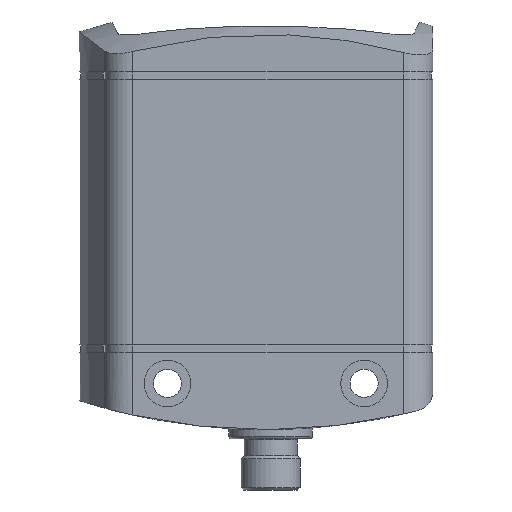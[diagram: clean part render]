
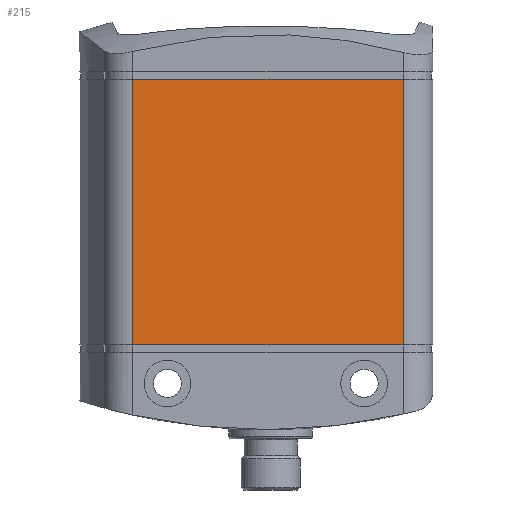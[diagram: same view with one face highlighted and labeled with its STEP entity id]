
A CAD part, left-side view. The second image highlights one B-rep face of the part: STEP entity #215.
In plain terms, the highlighted planar face has unit normal (-1, 0, 0).
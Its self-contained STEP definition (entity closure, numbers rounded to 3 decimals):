
#215 = ADVANCED_FACE( '', ( #590 ), #591, .F. );
#590 = FACE_OUTER_BOUND( '', #1549, .T. );
#591 = PLANE( '', #1550 );
#1549 = EDGE_LOOP( '', ( #2702, #2703, #2704, #2705 ) );
#1550 = AXIS2_PLACEMENT_3D( '', #2706, #2707, #2708 );
#2702 = ORIENTED_EDGE( '', *, *, #3416, .F. );
#2703 = ORIENTED_EDGE( '', *, *, #3236, .F. );
#2704 = ORIENTED_EDGE( '', *, *, #3417, .F. );
#2705 = ORIENTED_EDGE( '', *, *, #3418, .T. );
#2706 = CARTESIAN_POINT( '', ( -32.5, 61.092, 30. ) );
#2707 = DIRECTION( '', ( 1., 0., 0. ) );
#2708 = DIRECTION( '', ( 0., 0., -1. ) );
#3236 = EDGE_CURVE( '', #3816, #3812, #3818, .T. );
#3416 = EDGE_CURVE( '', #3812, #4113, #4114, .T. );
#3417 = EDGE_CURVE( '', #4115, #3816, #4116, .T. );
#3418 = EDGE_CURVE( '', #4115, #4113, #4117, .T. );
#3812 = VERTEX_POINT( '', #5562 );
#3816 = VERTEX_POINT( '', #5567 );
#3818 = LINE( '', #5569, #5570 );
#4113 = VERTEX_POINT( '', #6405 );
#4114 = LINE( '', #6406, #6407 );
#4115 = VERTEX_POINT( '', #6408 );
#4116 = LINE( '', #6409, #6410 );
#4117 = LINE( '', #6411, #6412 );
#5562 = CARTESIAN_POINT( '', ( -32.5, 6., -54. ) );
#5567 = CARTESIAN_POINT( '', ( -32.5, 6., 0. ) );
#5569 = CARTESIAN_POINT( '', ( -32.5, 6., 30. ) );
#5570 = VECTOR( '', #6784, 1000. );
#6405 = CARTESIAN_POINT( '', ( -32.5, 61.092, -54. ) );
#6406 = CARTESIAN_POINT( '', ( -32.5, 61.092, -54. ) );
#6407 = VECTOR( '', #7012, 1000. );
#6408 = CARTESIAN_POINT( '', ( -32.5, 61.092, 0. ) );
#6409 = CARTESIAN_POINT( '', ( -32.5, 61.092, 0. ) );
#6410 = VECTOR( '', #7013, 1000. );
#6411 = CARTESIAN_POINT( '', ( -32.5, 61.092, 30. ) );
#6412 = VECTOR( '', #7014, 1000. );
#6784 = DIRECTION( '', ( 0., 0., -1. ) );
#7012 = DIRECTION( '', ( 0., 1., 0. ) );
#7013 = DIRECTION( '', ( 0., -1., 0. ) );
#7014 = DIRECTION( '', ( 0., 0., -1. ) );
